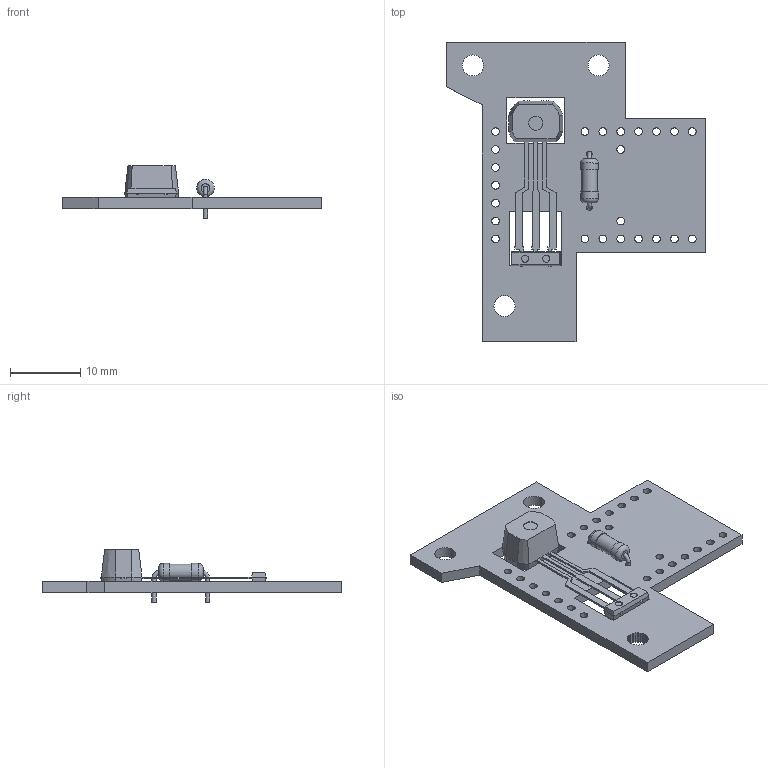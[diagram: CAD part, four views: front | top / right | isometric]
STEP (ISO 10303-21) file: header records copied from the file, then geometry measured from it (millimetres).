
FILE_DESCRIPTION(('KiCad electronic assembly'),'2;1');
FILE_NAME('encoder.step','2023-06-26T23:42:41',('Pcbnew'),('Kicad'), 'Open CASCADE STEP processor 7.5','KiCad to STEP converter','Unknown' );
FILE_SCHEMA(('AUTOMOTIVE_DESIGN { 1 0 10303 214 1 1 1 1 }'));
Length unit declared in the file: millimetre
Products named in the file (6): encoder 1; ATS668LSMTN-Tâ; COMPOUND; R_Axial_DIN0207_L6.3mm_D2.5mm_P7.62mm_Horizontal; SOLID; encoder PCB
Assembly tree (5 placements, depth 3):
  encoder 1
    ATS668LSMTN-Tâ
      COMPOUND
    R_Axial_DIN0207_L6.3mm_D2.5mm_P7.62mm_Horizontal
      SOLID
    encoder PCB
Bounding box: 36.83 x 42.55 x 7.41 mm (x, y, z)
Volume: 1644.6 mm3; surface area: 2685.6 mm2
Topology: 3 solids, 3 shells, 265 faces, 714 edges, 460 vertices
Faces by surface type: plane 211, cylinder 42, cone 8, torus 4
Full cylindrical faces by diameter (mm): 0.6 x2, 0.8 x2, 1.1 x23, 2.25 x1, 2.5 x2, 3 x2
Entity records: 19576 total; most frequent: CARTESIAN_POINT 4949, DIRECTION 2664, LINE 1894, VECTOR 1894, ORIENTED_EDGE 1428, PCURVE 1428, DEFINITIONAL_REPRESENTATION 1428, EDGE_CURVE 714
